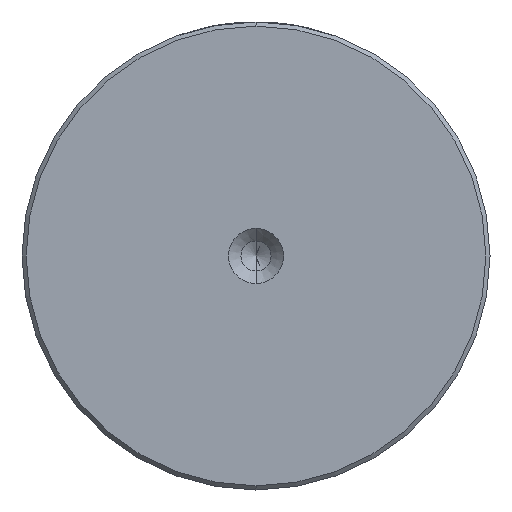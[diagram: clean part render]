
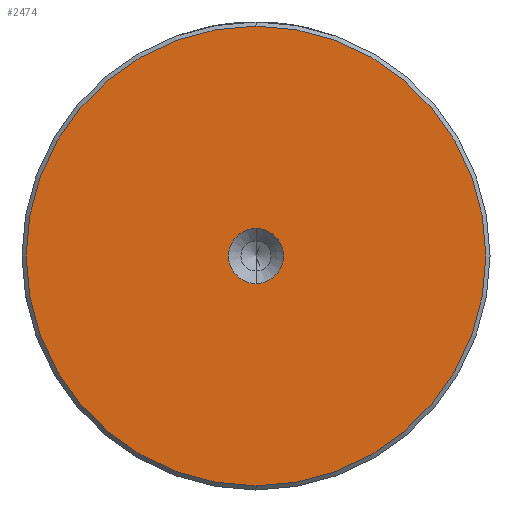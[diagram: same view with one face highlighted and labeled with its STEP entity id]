
A CAD part, left-side view. The second image highlights one B-rep face of the part: STEP entity #2474.
In plain terms, the highlighted planar face has unit normal (-1, 0, 0).
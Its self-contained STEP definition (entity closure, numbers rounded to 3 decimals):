
#15 = FACE_BOUND ( 'NONE', #47, .T. ) ;
#47 = EDGE_LOOP ( 'NONE', ( #1235, #2802 ) ) ;
#98 = CARTESIAN_POINT ( 'NONE',  ( 0., 0., 0. ) ) ;
#332 = DIRECTION ( 'NONE',  ( -1., 0., 0. ) ) ;
#373 = DIRECTION ( 'NONE',  ( 0., 0., 1. ) ) ;
#613 = VERTEX_POINT ( 'NONE', #1028 ) ;
#638 = CIRCLE ( 'NONE', #1468, 3.3 ) ;
#715 = CARTESIAN_POINT ( 'NONE',  ( 0., 0., -3.3 ) ) ;
#810 = EDGE_CURVE ( 'NONE', #613, #1274, #2602, .T. ) ;
#865 = DIRECTION ( 'NONE',  ( -1., 0., 0. ) ) ;
#934 = AXIS2_PLACEMENT_3D ( 'NONE', #2621, #1061, #2880 ) ;
#984 = CIRCLE ( 'NONE', #3360, 27.5 ) ;
#1028 = CARTESIAN_POINT ( 'NONE',  ( 0., 0., 3.3 ) ) ;
#1057 = CARTESIAN_POINT ( 'NONE',  ( 0., 0., 27.5 ) ) ;
#1061 = DIRECTION ( 'NONE',  ( -1., 0., 0. ) ) ;
#1216 = CARTESIAN_POINT ( 'NONE',  ( 0., 0., -27.5 ) ) ;
#1235 = ORIENTED_EDGE ( 'NONE', *, *, #810, .F. ) ;
#1260 = EDGE_LOOP ( 'NONE', ( #1717, #1595 ) ) ;
#1274 = VERTEX_POINT ( 'NONE', #715 ) ;
#1296 = FACE_OUTER_BOUND ( 'NONE', #1260, .T. ) ;
#1369 = CARTESIAN_POINT ( 'NONE',  ( 0., 0., 0. ) ) ;
#1468 = AXIS2_PLACEMENT_3D ( 'NONE', #1866, #332, #2134 ) ;
#1595 = ORIENTED_EDGE ( 'NONE', *, *, #1952, .T. ) ;
#1622 = DIRECTION ( 'NONE',  ( 0., 0., 1. ) ) ;
#1646 = AXIS2_PLACEMENT_3D ( 'NONE', #2417, #865, #2680 ) ;
#1717 = ORIENTED_EDGE ( 'NONE', *, *, #2084, .T. ) ;
#1822 = CIRCLE ( 'NONE', #934, 27.5 ) ;
#1866 = CARTESIAN_POINT ( 'NONE',  ( 0., 0., 0. ) ) ;
#1901 = DIRECTION ( 'NONE',  ( -1., 0., 0. ) ) ;
#1952 = EDGE_CURVE ( 'NONE', #2909, #2737, #1822, .T. ) ;
#2084 = EDGE_CURVE ( 'NONE', #2737, #2909, #984, .T. ) ;
#2134 = DIRECTION ( 'NONE',  ( 0., 0., 1. ) ) ;
#2230 = AXIS2_PLACEMENT_3D ( 'NONE', #98, #1901, #373 ) ;
#2417 = CARTESIAN_POINT ( 'NONE',  ( 0., 0., 0. ) ) ;
#2474 = ADVANCED_FACE ( 'NONE', ( #1296, #15 ), #3188, .T. ) ;
#2602 = CIRCLE ( 'NONE', #2230, 3.3 ) ;
#2621 = CARTESIAN_POINT ( 'NONE',  ( 0., 0., 0. ) ) ;
#2680 = DIRECTION ( 'NONE',  ( 0., 0., 1. ) ) ;
#2737 = VERTEX_POINT ( 'NONE', #1216 ) ;
#2802 = ORIENTED_EDGE ( 'NONE', *, *, #2991, .F. ) ;
#2880 = DIRECTION ( 'NONE',  ( 0., 0., 1. ) ) ;
#2909 = VERTEX_POINT ( 'NONE', #1057 ) ;
#2991 = EDGE_CURVE ( 'NONE', #1274, #613, #638, .T. ) ;
#3188 = PLANE ( 'NONE',  #1646 ) ;
#3201 = DIRECTION ( 'NONE',  ( -1., 0., 0. ) ) ;
#3360 = AXIS2_PLACEMENT_3D ( 'NONE', #1369, #3201, #1622 ) ;
